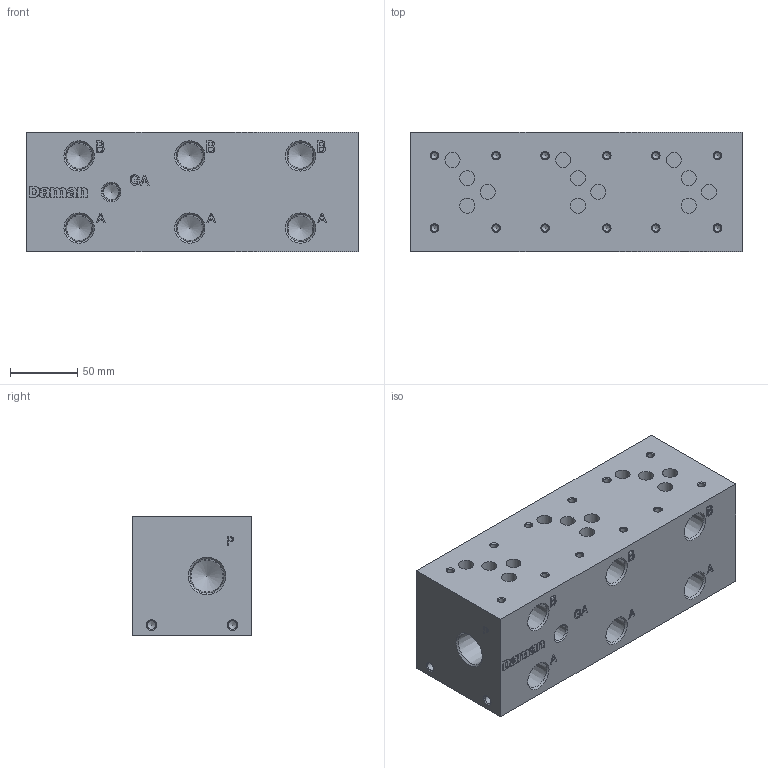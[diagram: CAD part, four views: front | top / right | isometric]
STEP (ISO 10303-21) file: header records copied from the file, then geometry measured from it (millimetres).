
FILE_DESCRIPTION( ( 'STEP AP214' ), ' ' );
FILE_NAME( 'AD05S033P.stp', '2018-07-08T22:17:06', ( '' ), ( '' ), ' ', 'PARTsolutions', ' ' );
FILE_SCHEMA( ( 'AUTOMOTIVE_DESIGN { 1 0 10303 214 1 1 1 1 }' ) );
Length unit declared in the file: inch
Products named in the file (1): _AD05S033P
Bounding box: 247.65 x 88.9 x 88.9 mm (x, y, z)
Volume: 1862206.9 mm3; surface area: 126842 mm2
Topology: 1 solids, 1 shells, 351 faces, 878 edges, 570 vertices
Faces by surface type: plane 209, cylinder 83, cone 59
Full cylindrical faces by diameter (mm): 4.976 x12, 6.411 x4, 11.201 x12
Entity records: 12621 total; most frequent: CARTESIAN_POINT 1680, DIRECTION 1675, ORIENTED_EDGE 1524, EDGE_CURVE 762, VERTEX_POINT 566, AXIS2_PLACEMENT_3D 561, LINE 553, VECTOR 553
